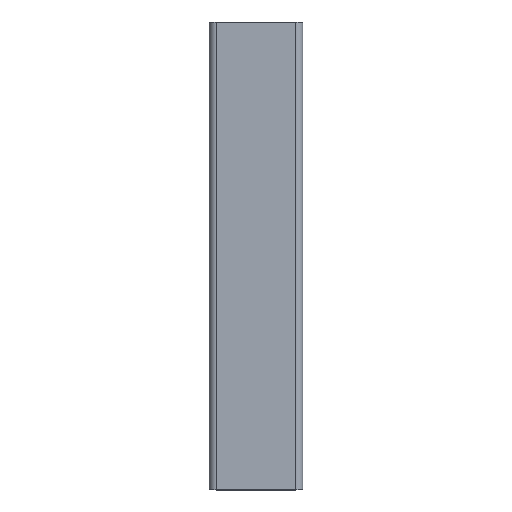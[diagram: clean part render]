
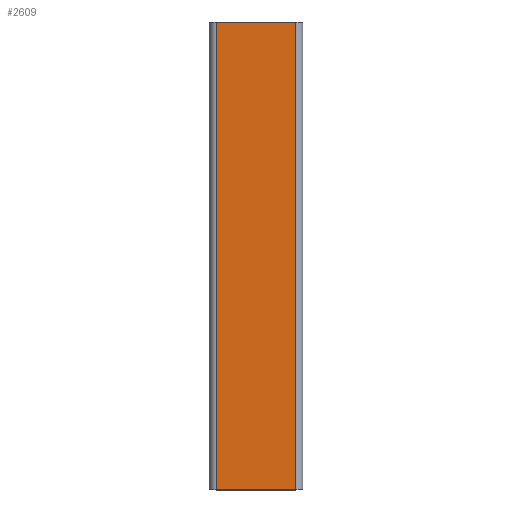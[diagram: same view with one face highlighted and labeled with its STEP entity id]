
A CAD part, top view. The second image highlights one B-rep face of the part: STEP entity #2609.
In plain terms, the highlighted planar face has unit normal (0, 0, 1).
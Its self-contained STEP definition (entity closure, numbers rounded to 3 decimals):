
#20 = AXIS2_PLACEMENT_3D ( 'NONE', #4454, #569, #3595 ) ;
#64 = ORIENTED_EDGE ( 'NONE', *, *, #2898, .T. ) ;
#124 = PLANE ( 'NONE',  #20 ) ;
#128 = VERTEX_POINT ( 'NONE', #2232 ) ;
#196 = CARTESIAN_POINT ( 'NONE',  ( 17., 200., 20. ) ) ;
#569 = DIRECTION ( 'NONE',  ( 0., 0., 1. ) ) ;
#692 = LINE ( 'NONE', #902, #4025 ) ;
#902 = CARTESIAN_POINT ( 'NONE',  ( -17., 0., 20. ) ) ;
#918 = DIRECTION ( 'NONE',  ( 1., 0., 0. ) ) ;
#1463 = EDGE_LOOP ( 'NONE', ( #4590, #2566, #64, #3147 ) ) ;
#1752 = VERTEX_POINT ( 'NONE', #4670 ) ;
#1755 = CARTESIAN_POINT ( 'NONE',  ( -17., 0., 20. ) ) ;
#1898 = CARTESIAN_POINT ( 'NONE',  ( 17., 0., 20. ) ) ;
#1937 = LINE ( 'NONE', #4171, #4233 ) ;
#2232 = CARTESIAN_POINT ( 'NONE',  ( -17., 0., 20. ) ) ;
#2449 = LINE ( 'NONE', #1898, #3894 ) ;
#2566 = ORIENTED_EDGE ( 'NONE', *, *, #3633, .T. ) ;
#2609 = ADVANCED_FACE ( 'NONE', ( #2964 ), #124, .T. ) ;
#2797 = DIRECTION ( 'NONE',  ( 0., 1., 0. ) ) ;
#2898 = EDGE_CURVE ( 'NONE', #3164, #3874, #1937, .T. ) ;
#2964 = FACE_OUTER_BOUND ( 'NONE', #1463, .T. ) ;
#3062 = EDGE_CURVE ( 'NONE', #128, #1752, #4858, .T. ) ;
#3078 = DIRECTION ( 'NONE',  ( 0., -1., 0. ) ) ;
#3147 = ORIENTED_EDGE ( 'NONE', *, *, #4783, .T. ) ;
#3164 = VERTEX_POINT ( 'NONE', #196 ) ;
#3273 = VECTOR ( 'NONE', #918, 1000. ) ;
#3595 = DIRECTION ( 'NONE',  ( 1., 0., 0. ) ) ;
#3633 = EDGE_CURVE ( 'NONE', #1752, #3164, #2449, .T. ) ;
#3699 = CARTESIAN_POINT ( 'NONE',  ( -17., 200., 20. ) ) ;
#3874 = VERTEX_POINT ( 'NONE', #3699 ) ;
#3894 = VECTOR ( 'NONE', #2797, 1000. ) ;
#4025 = VECTOR ( 'NONE', #3078, 1000. ) ;
#4171 = CARTESIAN_POINT ( 'NONE',  ( -17., 200., 20. ) ) ;
#4233 = VECTOR ( 'NONE', #5110, 1000. ) ;
#4454 = CARTESIAN_POINT ( 'NONE',  ( -17., 0., 20. ) ) ;
#4590 = ORIENTED_EDGE ( 'NONE', *, *, #3062, .T. ) ;
#4670 = CARTESIAN_POINT ( 'NONE',  ( 17., 0., 20. ) ) ;
#4783 = EDGE_CURVE ( 'NONE', #3874, #128, #692, .T. ) ;
#4858 = LINE ( 'NONE', #1755, #3273 ) ;
#5110 = DIRECTION ( 'NONE',  ( -1., 0., 0. ) ) ;
